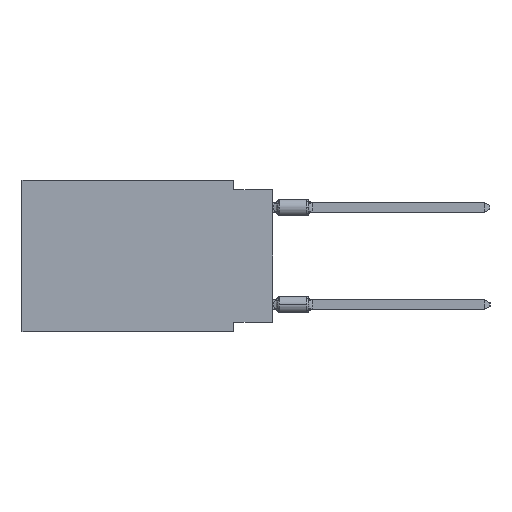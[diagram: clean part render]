
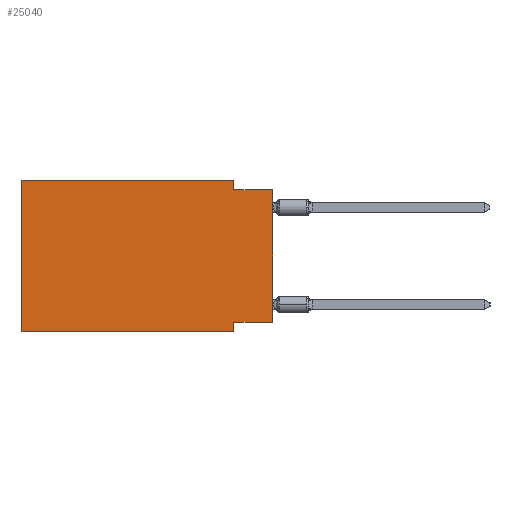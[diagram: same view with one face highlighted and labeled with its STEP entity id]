
A CAD part, left-side view. The second image highlights one B-rep face of the part: STEP entity #25040.
In plain terms, the highlighted planar face has unit normal (-1, 0, 0).
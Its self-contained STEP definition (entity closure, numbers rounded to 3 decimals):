
#1521 = CARTESIAN_POINT ( 'NONE',  ( 0., 16.383, -9.906 ) ) ;
#2138 = EDGE_LOOP ( 'NONE', ( #26446, #20939, #43142, #10466, #8973, #34312, #14726, #21700 ) ) ;
#2517 = PLANE ( 'NONE',  #30312 ) ;
#3095 = CARTESIAN_POINT ( 'NONE',  ( 0., 16.383, 0. ) ) ;
#3222 = LINE ( 'NONE', #6998, #18323 ) ;
#3974 = CARTESIAN_POINT ( 'NONE',  ( 0., 2.54, 0. ) ) ;
#5069 = VERTEX_POINT ( 'NONE', #15249 ) ;
#5141 = CARTESIAN_POINT ( 'NONE',  ( 0., 0., -0.635 ) ) ;
#5519 = VECTOR ( 'NONE', #33124, 1000. ) ;
#6530 = EDGE_CURVE ( 'NONE', #21128, #5069, #30605, .T. ) ;
#6998 = CARTESIAN_POINT ( 'NONE',  ( 0., 16.383, 0. ) ) ;
#7148 = LINE ( 'NONE', #7377, #19106 ) ;
#7377 = CARTESIAN_POINT ( 'NONE',  ( 0., 2.54, -9.906 ) ) ;
#8973 = ORIENTED_EDGE ( 'NONE', *, *, #25204, .F. ) ;
#9156 = VECTOR ( 'NONE', #11533, 1000. ) ;
#9397 = VERTEX_POINT ( 'NONE', #10251 ) ;
#9548 = DIRECTION ( 'NONE',  ( 0., 0., 1. ) ) ;
#10064 = DIRECTION ( 'NONE',  ( 1., 0., 0. ) ) ;
#10251 = CARTESIAN_POINT ( 'NONE',  ( 0., 16.383, -9.906 ) ) ;
#10378 = EDGE_CURVE ( 'NONE', #21550, #21128, #26154, .T. ) ;
#10466 = ORIENTED_EDGE ( 'NONE', *, *, #45395, .F. ) ;
#11533 = DIRECTION ( 'NONE',  ( 0., 0., -1. ) ) ;
#12698 = DIRECTION ( 'NONE',  ( 0., -1., 0. ) ) ;
#14135 = CARTESIAN_POINT ( 'NONE',  ( 0., 2.54, -9.906 ) ) ;
#14726 = ORIENTED_EDGE ( 'NONE', *, *, #36485, .F. ) ;
#15249 = CARTESIAN_POINT ( 'NONE',  ( 0., 0., -0.635 ) ) ;
#15550 = VECTOR ( 'NONE', #9548, 1000. ) ;
#15868 = DIRECTION ( 'NONE',  ( 0., 1., 0. ) ) ;
#17875 = VERTEX_POINT ( 'NONE', #36134 ) ;
#17971 = LINE ( 'NONE', #3095, #43920 ) ;
#18323 = VECTOR ( 'NONE', #46595, 1000. ) ;
#19106 = VECTOR ( 'NONE', #21549, 1000. ) ;
#20355 = VECTOR ( 'NONE', #12698, 1000. ) ;
#20600 = CARTESIAN_POINT ( 'NONE',  ( 0., 2.54, 0. ) ) ;
#20926 = FACE_OUTER_BOUND ( 'NONE', #2138, .T. ) ;
#20939 = ORIENTED_EDGE ( 'NONE', *, *, #6530, .F. ) ;
#21128 = VERTEX_POINT ( 'NONE', #37357 ) ;
#21549 = DIRECTION ( 'NONE',  ( 0., 0., -1. ) ) ;
#21550 = VERTEX_POINT ( 'NONE', #20600 ) ;
#21700 = ORIENTED_EDGE ( 'NONE', *, *, #31385, .F. ) ;
#22306 = VERTEX_POINT ( 'NONE', #14135 ) ;
#22443 = CARTESIAN_POINT ( 'NONE',  ( 0., 0., -9.271 ) ) ;
#23754 = CARTESIAN_POINT ( 'NONE',  ( 0., 16.383, 0. ) ) ;
#25040 = ADVANCED_FACE ( 'NONE', ( #20926 ), #2517, .F. ) ;
#25204 = EDGE_CURVE ( 'NONE', #9397, #17875, #3222, .T. ) ;
#26154 = LINE ( 'NONE', #3974, #9156 ) ;
#26446 = ORIENTED_EDGE ( 'NONE', *, *, #26666, .T. ) ;
#26666 = EDGE_CURVE ( 'NONE', #34749, #5069, #27238, .T. ) ;
#27238 = LINE ( 'NONE', #41601, #15550 ) ;
#30312 = AXIS2_PLACEMENT_3D ( 'NONE', #23754, #10064, #31732 ) ;
#30605 = LINE ( 'NONE', #5141, #20355 ) ;
#31385 = EDGE_CURVE ( 'NONE', #34749, #37903, #33551, .T. ) ;
#31732 = DIRECTION ( 'NONE',  ( 0., 0., -1. ) ) ;
#32547 = DIRECTION ( 'NONE',  ( 0., -1., 0. ) ) ;
#32905 = LINE ( 'NONE', #1521, #5519 ) ;
#33124 = DIRECTION ( 'NONE',  ( 0., -1., 0. ) ) ;
#33415 = VECTOR ( 'NONE', #15868, 1000. ) ;
#33551 = LINE ( 'NONE', #44843, #33415 ) ;
#34312 = ORIENTED_EDGE ( 'NONE', *, *, #43574, .T. ) ;
#34749 = VERTEX_POINT ( 'NONE', #22443 ) ;
#35360 = CARTESIAN_POINT ( 'NONE',  ( 0., 2.54, -9.271 ) ) ;
#36134 = CARTESIAN_POINT ( 'NONE',  ( 0., 16.383, 0. ) ) ;
#36485 = EDGE_CURVE ( 'NONE', #37903, #22306, #7148, .T. ) ;
#37357 = CARTESIAN_POINT ( 'NONE',  ( 0., 2.54, -0.635 ) ) ;
#37903 = VERTEX_POINT ( 'NONE', #35360 ) ;
#41601 = CARTESIAN_POINT ( 'NONE',  ( 0., 0., 0. ) ) ;
#43142 = ORIENTED_EDGE ( 'NONE', *, *, #10378, .F. ) ;
#43574 = EDGE_CURVE ( 'NONE', #9397, #22306, #32905, .T. ) ;
#43920 = VECTOR ( 'NONE', #32547, 1000. ) ;
#44843 = CARTESIAN_POINT ( 'NONE',  ( 0., 0., -9.271 ) ) ;
#45395 = EDGE_CURVE ( 'NONE', #17875, #21550, #17971, .T. ) ;
#46595 = DIRECTION ( 'NONE',  ( 0., 0., 1. ) ) ;
